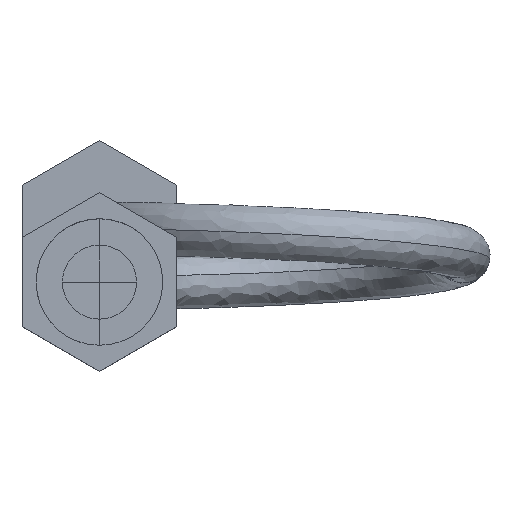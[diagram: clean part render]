
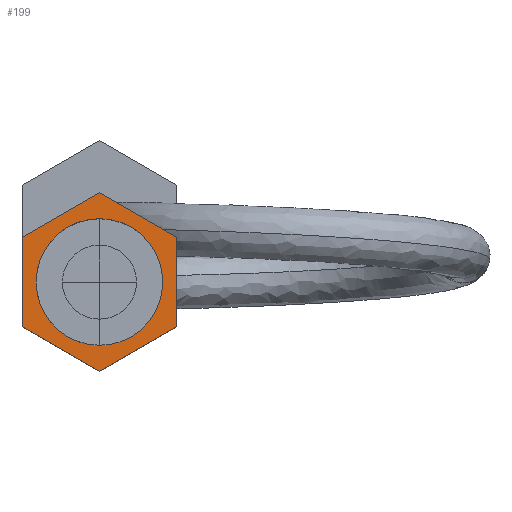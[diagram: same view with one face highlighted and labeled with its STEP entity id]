
A CAD part, top view. The second image highlights one B-rep face of the part: STEP entity #199.
In plain terms, the highlighted planar face has unit normal (0, 0, 1).
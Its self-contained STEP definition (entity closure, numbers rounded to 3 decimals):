
#43=CARTESIAN_POINT('Vertex',(0.,-17.4,157.51)) ;
#46=CARTESIAN_POINT('Axis2P3D Location',(0.,-8.,157.51)) ;
#50=CARTESIAN_POINT('Vertex',(0.,1.4,157.51)) ;
#128=CARTESIAN_POINT('Axis2P3D Location',(0.,-8.,157.51)) ;
#140=CARTESIAN_POINT('Axis2P3D Location',(0.,5.279,157.51)) ;
#145=CARTESIAN_POINT('Line Origine',(-11.5,-8.,157.51)) ;
#149=CARTESIAN_POINT('Vertex',(-11.5,-1.36,157.51)) ;
#151=CARTESIAN_POINT('Vertex',(-11.5,-14.64,157.51)) ;
#154=CARTESIAN_POINT('Line Origine',(-5.75,-17.959,157.51)) ;
#158=CARTESIAN_POINT('Vertex',(0.,-21.279,157.51)) ;
#161=CARTESIAN_POINT('Line Origine',(5.75,-17.959,157.51)) ;
#165=CARTESIAN_POINT('Vertex',(11.5,-14.64,157.51)) ;
#168=CARTESIAN_POINT('Line Origine',(11.5,-8.,157.51)) ;
#172=CARTESIAN_POINT('Vertex',(11.5,-1.36,157.51)) ;
#175=CARTESIAN_POINT('Line Origine',(5.75,1.959,157.51)) ;
#179=CARTESIAN_POINT('Vertex',(0.,5.279,157.51)) ;
#182=CARTESIAN_POINT('Line Origine',(-5.75,1.959,157.51)) ;
#147=VECTOR('Line Direction',#146,1.) ;
#156=VECTOR('Line Direction',#155,1.) ;
#163=VECTOR('Line Direction',#162,1.) ;
#170=VECTOR('Line Direction',#169,1.) ;
#177=VECTOR('Line Direction',#176,1.) ;
#184=VECTOR('Line Direction',#183,1.) ;
#47=DIRECTION('Axis2P3D Direction',(0.,0.,1.)) ;
#129=DIRECTION('Axis2P3D Direction',(0.,0.,1.)) ;
#141=DIRECTION('Axis2P3D Direction',(0.,0.,1.)) ;
#142=DIRECTION('Axis2P3D XDirection',(-0.866,-0.5,0.)) ;
#146=DIRECTION('Vector Direction',(0.,-1.,0.)) ;
#155=DIRECTION('Vector Direction',(0.866,-0.5,0.)) ;
#162=DIRECTION('Vector Direction',(-0.866,-0.5,0.)) ;
#169=DIRECTION('Vector Direction',(0.,1.,0.)) ;
#176=DIRECTION('Vector Direction',(-0.866,0.5,0.)) ;
#183=DIRECTION('Vector Direction',(0.866,0.5,0.)) ;
#48=AXIS2_PLACEMENT_3D('Circle Axis2P3D',#46,#47,$) ;
#130=AXIS2_PLACEMENT_3D('Circle Axis2P3D',#128,#129,$) ;
#143=AXIS2_PLACEMENT_3D('Plane Axis2P3D',#140,#141,#142) ;
#148=LINE('Line',#145,#147) ;
#157=LINE('Line',#154,#156) ;
#164=LINE('Line',#161,#163) ;
#171=LINE('Line',#168,#170) ;
#178=LINE('Line',#175,#177) ;
#185=LINE('Line',#182,#184) ;
#49=CIRCLE('generated circle',#48,9.4) ;
#131=CIRCLE('generated circle',#130,9.4) ;
#144=PLANE('',#143) ;
#198=FACE_BOUND('',#195,.T.) ;
#52=EDGE_CURVE('',#51,#44,#49,.F.) ;
#132=EDGE_CURVE('',#44,#51,#131,.F.) ;
#153=EDGE_CURVE('',#150,#152,#148,.T.) ;
#160=EDGE_CURVE('',#152,#159,#157,.T.) ;
#167=EDGE_CURVE('',#166,#159,#164,.T.) ;
#174=EDGE_CURVE('',#166,#173,#171,.T.) ;
#181=EDGE_CURVE('',#173,#180,#178,.T.) ;
#186=EDGE_CURVE('',#150,#180,#185,.T.) ;
#188=ORIENTED_EDGE('',*,*,#153,.T.) ;
#189=ORIENTED_EDGE('',*,*,#160,.T.) ;
#190=ORIENTED_EDGE('',*,*,#167,.F.) ;
#191=ORIENTED_EDGE('',*,*,#174,.T.) ;
#192=ORIENTED_EDGE('',*,*,#181,.T.) ;
#193=ORIENTED_EDGE('',*,*,#186,.F.) ;
#196=ORIENTED_EDGE('',*,*,#52,.T.) ;
#197=ORIENTED_EDGE('',*,*,#132,.T.) ;
#187=EDGE_LOOP('',(#188,#189,#190,#191,#192,#193)) ;
#195=EDGE_LOOP('',(#196,#197)) ;
#44=VERTEX_POINT('',#43) ;
#51=VERTEX_POINT('',#50) ;
#150=VERTEX_POINT('',#149) ;
#152=VERTEX_POINT('',#151) ;
#159=VERTEX_POINT('',#158) ;
#166=VERTEX_POINT('',#165) ;
#173=VERTEX_POINT('',#172) ;
#180=VERTEX_POINT('',#179) ;
#199=ADVANCED_FACE('691400_1.1\\PartBody',(#194,#198),#144,.T.) ;
#194=FACE_OUTER_BOUND('',#187,.T.) ;
